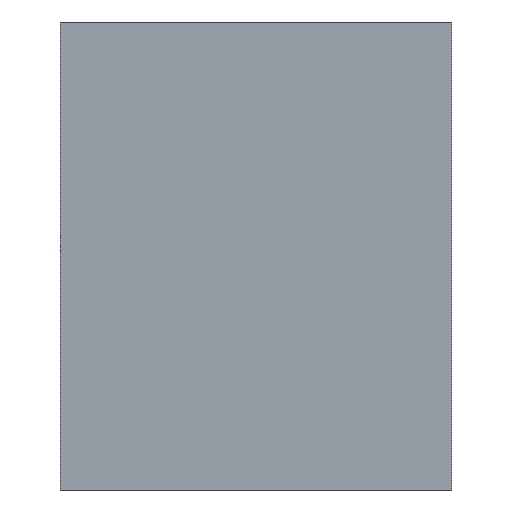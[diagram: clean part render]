
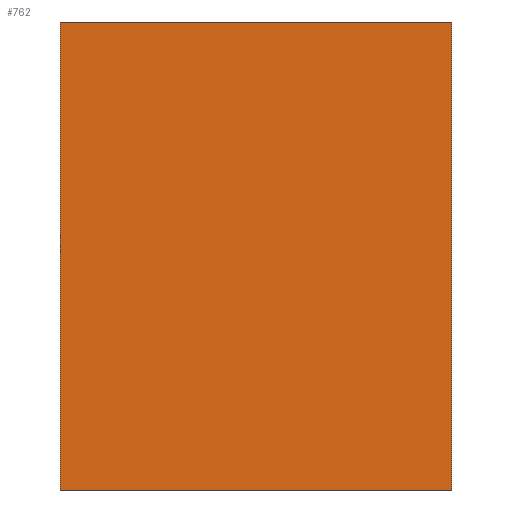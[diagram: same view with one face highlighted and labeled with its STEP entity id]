
A CAD part, front view. The second image highlights one B-rep face of the part: STEP entity #762.
In plain terms, the highlighted planar face has unit normal (0, -1, 0).
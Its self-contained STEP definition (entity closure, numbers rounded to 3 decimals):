
#76=FACE_OUTER_BOUND('',#114,.T.);
#114=EDGE_LOOP('',(#691,#692,#693,#694));
#199=LINE('',#1238,#291);
#202=LINE('',#1243,#294);
#204=LINE('',#1247,#296);
#206=LINE('',#1250,#298);
#291=VECTOR('',#1017,10.);
#294=VECTOR('',#1022,10.);
#296=VECTOR('',#1026,10.);
#298=VECTOR('',#1030,10.);
#367=VERTEX_POINT('',#1236);
#368=VERTEX_POINT('',#1237);
#369=VERTEX_POINT('',#1242);
#370=VERTEX_POINT('',#1246);
#471=EDGE_CURVE('',#367,#368,#199,.T.);
#474=EDGE_CURVE('',#369,#367,#202,.T.);
#476=EDGE_CURVE('',#370,#369,#204,.T.);
#478=EDGE_CURVE('',#368,#370,#206,.T.);
#691=ORIENTED_EDGE('',*,*,#478,.F.);
#692=ORIENTED_EDGE('',*,*,#471,.F.);
#693=ORIENTED_EDGE('',*,*,#474,.F.);
#694=ORIENTED_EDGE('',*,*,#476,.F.);
#724=PLANE('',#830);
#762=ADVANCED_FACE('',(#76),#724,.F.);
#830=AXIS2_PLACEMENT_3D('',#1251,#1031,#1032);
#1017=DIRECTION('',(-1.,0.,0.));
#1022=DIRECTION('',(0.,0.,-1.));
#1026=DIRECTION('',(1.,0.,0.));
#1030=DIRECTION('',(0.,0.,1.));
#1031=DIRECTION('center_axis',(0.,1.,0.));
#1032=DIRECTION('ref_axis',(1.,0.,0.));
#1236=CARTESIAN_POINT('',(5.1,0.,-6.1));
#1237=CARTESIAN_POINT('',(0.,0.,-6.1));
#1238=CARTESIAN_POINT('',(5.1,0.,-6.1));
#1242=CARTESIAN_POINT('',(5.1,0.,0.));
#1243=CARTESIAN_POINT('',(5.1,0.,0.));
#1246=CARTESIAN_POINT('',(0.,0.,0.));
#1247=CARTESIAN_POINT('',(0.,0.,0.));
#1250=CARTESIAN_POINT('',(0.,0.,-6.1));
#1251=CARTESIAN_POINT('Origin',(2.55,0.,-3.05));
